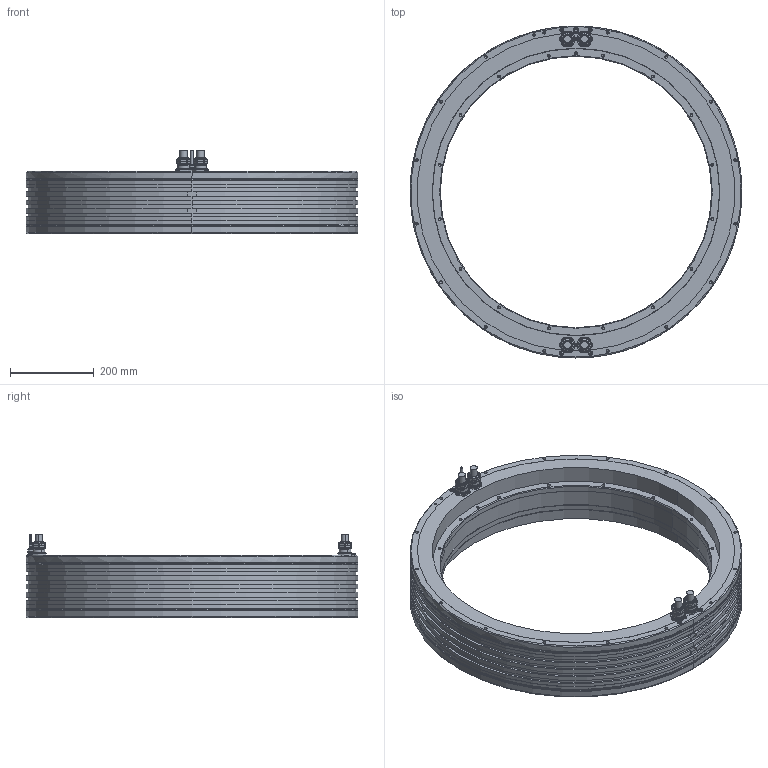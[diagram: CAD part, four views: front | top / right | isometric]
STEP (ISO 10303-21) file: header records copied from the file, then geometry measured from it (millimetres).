
FILE_DESCRIPTION((''),'2;1');
FILE_NAME('PRT0001','2016-06-01T',('ch5533'),(''),'PRO/ENGINEER BY PARAMETRIC TECHNOLOGY CORPORATION, 2014000','PRO/ENGINEER BY PARAMETRIC TECHNOLOGY CORPORATION, 2014000','');
FILE_SCHEMA(('CONFIG_CONTROL_DESIGN'));
Length unit declared in the file: millimetre
Products named in the file (1): PRT0001
Bounding box: 795 x 795 x 199.7 mm (x, y, z)
Volume: 20832934.5 mm3; surface area: 1582527.1 mm2
Topology: 4 solids, 31 shells, 1117 faces, 2661 edges, 1576 vertices
Faces by surface type: cylinder 481, cone 320, plane 226, torus 74, sphere 8, revolution 8
Entity records: 40104 total; most frequent: CARTESIAN_POINT 6730, DIRECTION 5979, ORIENTED_EDGE 5054, EDGE_CURVE 2527, AXIS2_PLACEMENT_3D 2497, VERTEX_POINT 1576, CIRCLE 1388, EDGE_LOOP 1283
